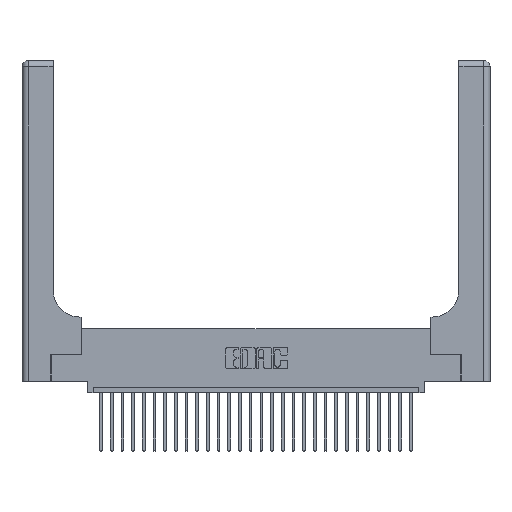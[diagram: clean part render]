
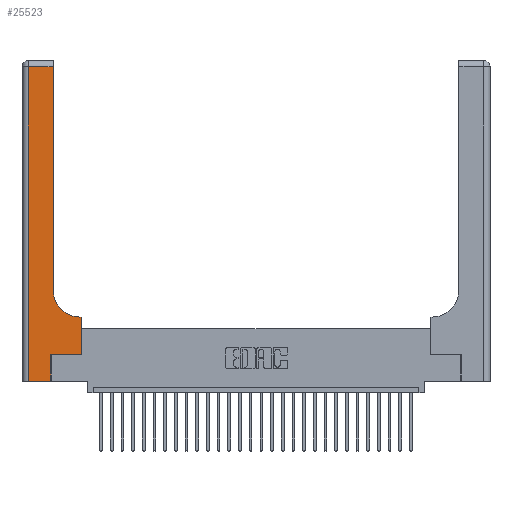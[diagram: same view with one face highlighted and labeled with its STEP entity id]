
A CAD part, top view. The second image highlights one B-rep face of the part: STEP entity #25523.
In plain terms, the highlighted planar face has unit normal (0, 0, 1).
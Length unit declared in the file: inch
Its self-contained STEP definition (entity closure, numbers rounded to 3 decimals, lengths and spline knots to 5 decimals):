
#86 = DIRECTION ( 'NONE',  ( 1., 0., 0. ) ) ;
#220 = AXIS2_PLACEMENT_3D ( 'NONE', #16679, #21341, #7902 ) ;
#511 = LINE ( 'NONE', #12929, #20149 ) ;
#707 = FACE_OUTER_BOUND ( 'NONE', #19751, .T. ) ;
#1012 = VERTEX_POINT ( 'NONE', #9157 ) ;
#1369 = DIRECTION ( 'NONE',  ( 0., 1., 0. ) ) ;
#1512 = VECTOR ( 'NONE', #18717, 39.37008 ) ;
#2405 = CARTESIAN_POINT ( 'NONE',  ( 0.5585, 0.25, 0.37 ) ) ;
#2692 = LINE ( 'NONE', #9692, #22292 ) ;
#3100 = ORIENTED_EDGE ( 'NONE', *, *, #21727, .T. ) ;
#3254 = LINE ( 'NONE', #17490, #23906 ) ;
#3326 = ORIENTED_EDGE ( 'NONE', *, *, #5772, .T. ) ;
#3534 = VERTEX_POINT ( 'NONE', #3560 ) ;
#3560 = CARTESIAN_POINT ( 'NONE',  ( 0.269, 0.25, 0.37 ) ) ;
#3740 = CARTESIAN_POINT ( 'NONE',  ( 0.2915, 0.85, 0.37 ) ) ;
#3895 = VECTOR ( 'NONE', #6524, 39.37008 ) ;
#3922 = VERTEX_POINT ( 'NONE', #16545 ) ;
#4570 = CARTESIAN_POINT ( 'NONE',  ( 0.5585, 0.25, 0.37 ) ) ;
#5066 = LINE ( 'NONE', #2405, #1512 ) ;
#5772 = EDGE_CURVE ( 'NONE', #19420, #18965, #511, .T. ) ;
#6524 = DIRECTION ( 'NONE',  ( -1., 0., 0. ) ) ;
#7445 = DIRECTION ( 'NONE',  ( -1., 0., 0. ) ) ;
#7609 = ORIENTED_EDGE ( 'NONE', *, *, #14012, .T. ) ;
#7710 = VECTOR ( 'NONE', #19438, 39.37008 ) ;
#7902 = DIRECTION ( 'NONE',  ( 1., 0., 0. ) ) ;
#8259 = EDGE_CURVE ( 'NONE', #18965, #24821, #2692, .T. ) ;
#8767 = DIRECTION ( 'NONE',  ( 0., -1., 0. ) ) ;
#9157 = CARTESIAN_POINT ( 'NONE',  ( 0.5585, 0.6, 0.37 ) ) ;
#9430 = ORIENTED_EDGE ( 'NONE', *, *, #18889, .T. ) ;
#9692 = CARTESIAN_POINT ( 'NONE',  ( 0., 0., 0.37 ) ) ;
#10992 = EDGE_CURVE ( 'NONE', #19323, #1012, #5066, .T. ) ;
#11469 = CARTESIAN_POINT ( 'NONE',  ( 0.06, 0., 0.37 ) ) ;
#11577 = EDGE_CURVE ( 'NONE', #24821, #3534, #3254, .T. ) ;
#12084 = VERTEX_POINT ( 'NONE', #26549 ) ;
#12380 = ORIENTED_EDGE ( 'NONE', *, *, #27637, .T. ) ;
#12929 = CARTESIAN_POINT ( 'NONE',  ( 0.06, 3., 0.37 ) ) ;
#13287 = EDGE_CURVE ( 'NONE', #3922, #14178, #18828, .T. ) ;
#14012 = EDGE_CURVE ( 'NONE', #12084, #19420, #25937, .T. ) ;
#14178 = VERTEX_POINT ( 'NONE', #3740 ) ;
#15957 = ORIENTED_EDGE ( 'NONE', *, *, #13287, .T. ) ;
#16494 = DIRECTION ( 'NONE',  ( -1., 0., 0. ) ) ;
#16545 = CARTESIAN_POINT ( 'NONE',  ( 0.5415, 0.6, 0.37 ) ) ;
#16679 = CARTESIAN_POINT ( 'NONE',  ( 0.5415, 0.85, 0.37 ) ) ;
#16711 = PLANE ( 'NONE',  #17474 ) ;
#17474 = AXIS2_PLACEMENT_3D ( 'NONE', #18691, #18479, #16494 ) ;
#17490 = CARTESIAN_POINT ( 'NONE',  ( 0.269, 0., 0.37 ) ) ;
#18479 = DIRECTION ( 'NONE',  ( 0., 0., -1. ) ) ;
#18691 = CARTESIAN_POINT ( 'NONE',  ( 0., 3., 0.37 ) ) ;
#18717 = DIRECTION ( 'NONE',  ( 0., 1., 0. ) ) ;
#18828 = CIRCLE ( 'NONE', #220, 0.25 ) ;
#18889 = EDGE_CURVE ( 'NONE', #3534, #19323, #22478, .T. ) ;
#18965 = VERTEX_POINT ( 'NONE', #11469 ) ;
#19323 = VERTEX_POINT ( 'NONE', #4570 ) ;
#19420 = VERTEX_POINT ( 'NONE', #24801 ) ;
#19438 = DIRECTION ( 'NONE',  ( 0., 1., 0. ) ) ;
#19751 = EDGE_LOOP ( 'NONE', ( #3100, #7609, #3326, #24963, #25553, #9430, #20806, #12380, #15957 ) ) ;
#20149 = VECTOR ( 'NONE', #8767, 39.37008 ) ;
#20806 = ORIENTED_EDGE ( 'NONE', *, *, #10992, .T. ) ;
#21341 = DIRECTION ( 'NONE',  ( 0., 0., -1. ) ) ;
#21727 = EDGE_CURVE ( 'NONE', #14178, #12084, #28028, .T. ) ;
#22292 = VECTOR ( 'NONE', #28113, 39.37008 ) ;
#22478 = LINE ( 'NONE', #27415, #27810 ) ;
#23441 = VECTOR ( 'NONE', #7445, 39.37008 ) ;
#23885 = CARTESIAN_POINT ( 'NONE',  ( 0.269, 0., 0.37 ) ) ;
#23906 = VECTOR ( 'NONE', #1369, 39.37008 ) ;
#24200 = LINE ( 'NONE', #27824, #3895 ) ;
#24801 = CARTESIAN_POINT ( 'NONE',  ( 0.06, 2.94, 0.37 ) ) ;
#24821 = VERTEX_POINT ( 'NONE', #23885 ) ;
#24963 = ORIENTED_EDGE ( 'NONE', *, *, #8259, .T. ) ;
#25523 = ADVANCED_FACE ( 'NONE', ( #707 ), #16711, .F. ) ;
#25553 = ORIENTED_EDGE ( 'NONE', *, *, #11577, .T. ) ;
#25937 = LINE ( 'NONE', #28063, #23441 ) ;
#26243 = CARTESIAN_POINT ( 'NONE',  ( 0.2915, 3., 0.37 ) ) ;
#26549 = CARTESIAN_POINT ( 'NONE',  ( 0.2915, 2.94, 0.37 ) ) ;
#27415 = CARTESIAN_POINT ( 'NONE',  ( 0.269, 0.25, 0.37 ) ) ;
#27637 = EDGE_CURVE ( 'NONE', #1012, #3922, #24200, .T. ) ;
#27810 = VECTOR ( 'NONE', #86, 39.37008 ) ;
#27824 = CARTESIAN_POINT ( 'NONE',  ( 0.2915, 0.6, 0.37 ) ) ;
#28028 = LINE ( 'NONE', #26243, #7710 ) ;
#28063 = CARTESIAN_POINT ( 'NONE',  ( 0., 2.94, 0.37 ) ) ;
#28113 = DIRECTION ( 'NONE',  ( 1., 0., 0. ) ) ;
